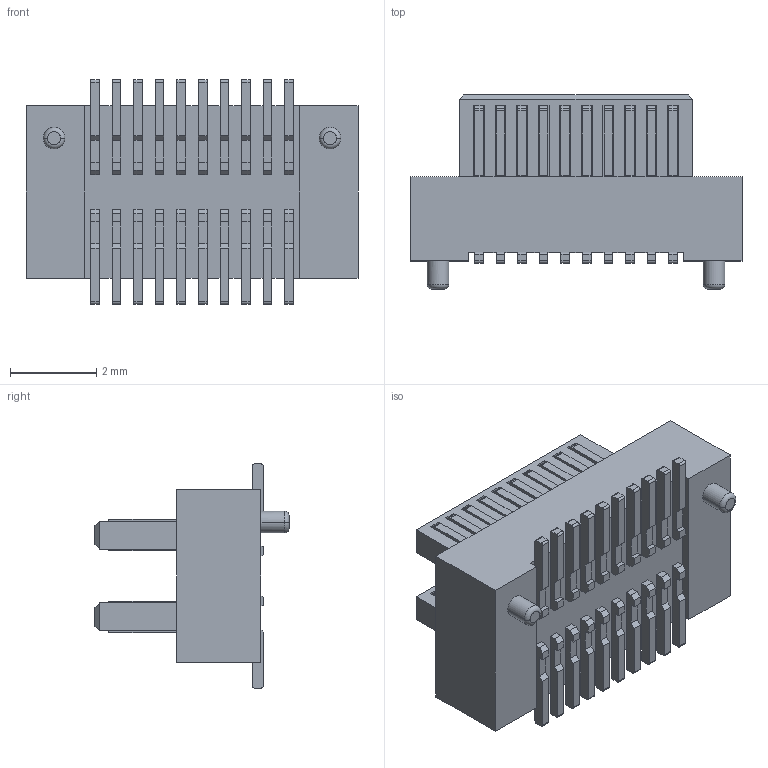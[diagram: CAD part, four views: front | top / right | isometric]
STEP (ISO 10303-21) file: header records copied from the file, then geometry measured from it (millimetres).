
FILE_DESCRIPTION((''),'2;1');
FILE_NAME('ASM0011_ASM','2025-06-26T',('工程三'),(''),'PRO/ENGINEER BY PARAMETRIC TECHNOLOGY CORPORATION, 2010280','PRO/ENGINEER BY PARAMETRIC TECHNOLOGY CORPORATION, 2010280','');
FILE_SCHEMA(('CONFIG_CONTROL_DESIGN'));
Length unit declared in the file: millimetre
Products named in the file (1): ASM0011_ASM
Bounding box: 7.7 x 4.5 x 5.2 mm (x, y, z)
Volume: 71.5 mm3; surface area: 226.7 mm2
Topology: 1 solids, 1 shells, 938 faces, 2670 edges, 1738 vertices
Faces by surface type: plane 730, cylinder 204, torus 4
Entity records: 30146 total; most frequent: CARTESIAN_POINT 5346, ORIENTED_EDGE 5340, DIRECTION 4968, EDGE_CURVE 2670, VECTOR 2248, LINE 2248, VERTEX_POINT 1738, AXIS2_PLACEMENT_3D 1360
